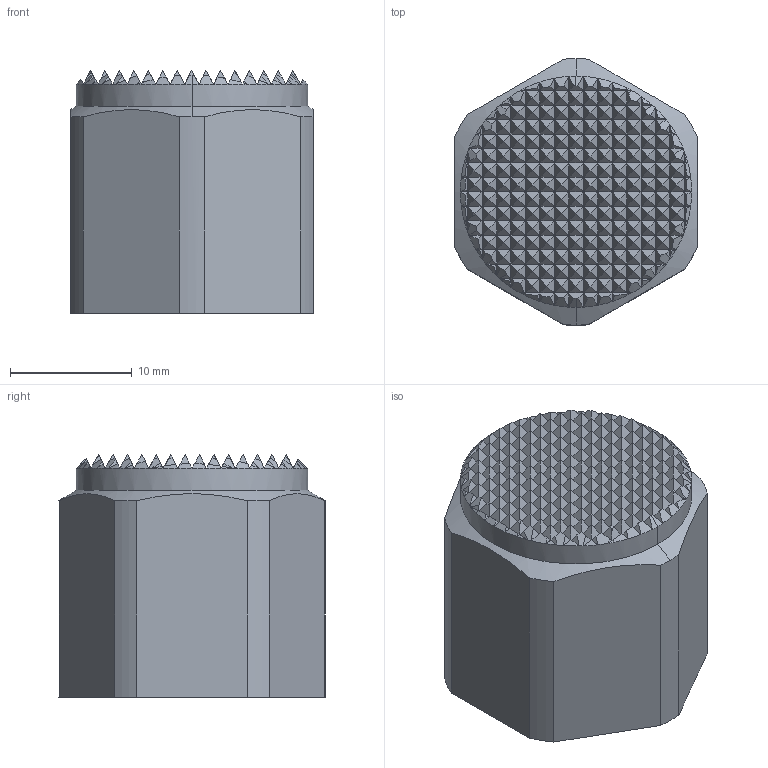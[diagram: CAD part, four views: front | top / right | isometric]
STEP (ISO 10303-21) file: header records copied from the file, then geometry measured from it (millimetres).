
FILE_DESCRIPTION(('STEP AP214'),'1');
FILE_NAME('HALDERN_EH_22690_0533.stp','2017-07-04T09:12:50',('TraceParts'),('TraceParts S.A.'),'Spatial InterOp 3D',' ',' ');
FILE_SCHEMA(('automotive_design'));
Length unit declared in the file: millimetre
Products named in the file (1): HALDERN_EH_22690_0533
Bounding box: 19.92 x 21.9 x 19.91 mm (x, y, z)
Volume: 5589.9 mm3; surface area: 2549.1 mm2
Topology: 1 solids, 1 shells, 941 faces, 1547 edges, 607 vertices
Faces by surface type: plane 853, cone 78, cylinder 10
Entity records: 26985 total; most frequent: CARTESIAN_POINT 3534, DIRECTION 3295, ORIENTED_EDGE 3090, EDGE_CURVE 1545, LINE 1239, VECTOR 1239, AXIS2_PLACEMENT_3D 1028, STYLED_ITEM 942
